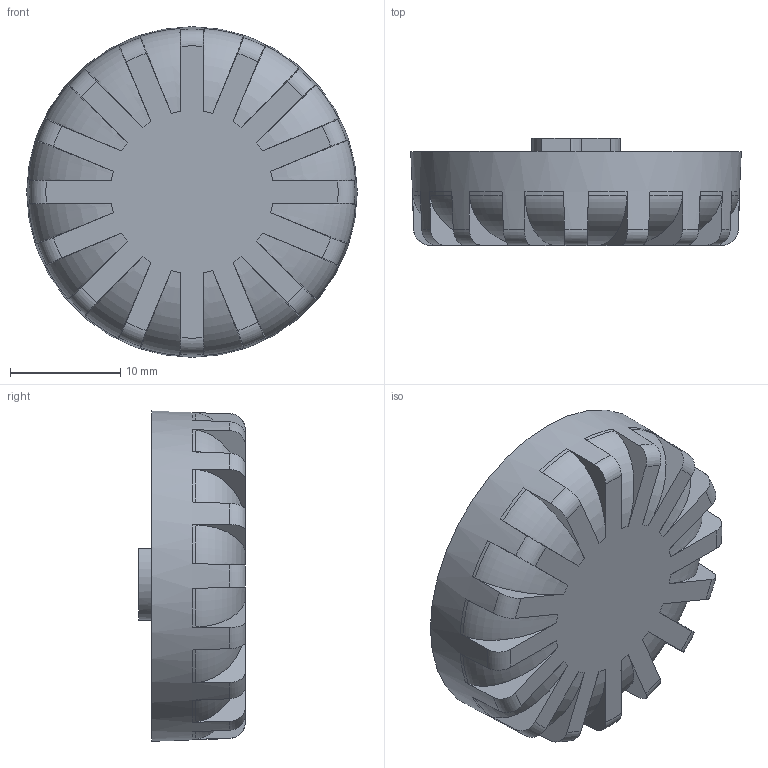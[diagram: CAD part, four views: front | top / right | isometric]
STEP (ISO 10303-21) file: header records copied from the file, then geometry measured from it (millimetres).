
FILE_DESCRIPTION(/* description */ (''),/* implementation_level */ '2;1');
FILE_NAME(/* name */ '053-Vol_Knob-0417.stp',/* time_stamp */ '2015-04-17T14:46:22+09:00',/* author */ (''),/* organization */ (''),/* preprocessor_version */ 'ST-DEVELOPER v11',/* originating_system */ 'SIEMENS PLM Software NX 7.5',/* authorisation */ '');
FILE_SCHEMA (('AUTOMOTIVE_DESIGN { 1 0 10303 214 1 1 1 1 }'));
Length unit declared in the file: millimetre
Products named in the file (1): seoyFA5Fxiqk
Bounding box: 30 x 9.7 x 30 mm (x, y, z)
Volume: 3156.2 mm3; surface area: 3211.5 mm2
Topology: 1 solids, 1 shells, 112 faces, 327 edges, 218 vertices
Faces by surface type: plane 53, torus 32, revolution 16, cone 5, bspline 4, cylinder 2
Entity records: 4589 total; most frequent: CARTESIAN_POINT 1812, ORIENTED_EDGE 650, DIRECTION 488, EDGE_CURVE 325, VERTEX_POINT 217, AXIS2_PLACEMENT_3D 197, B_SPLINE_CURVE_WITH_KNOTS 144, EDGE_LOOP 114
